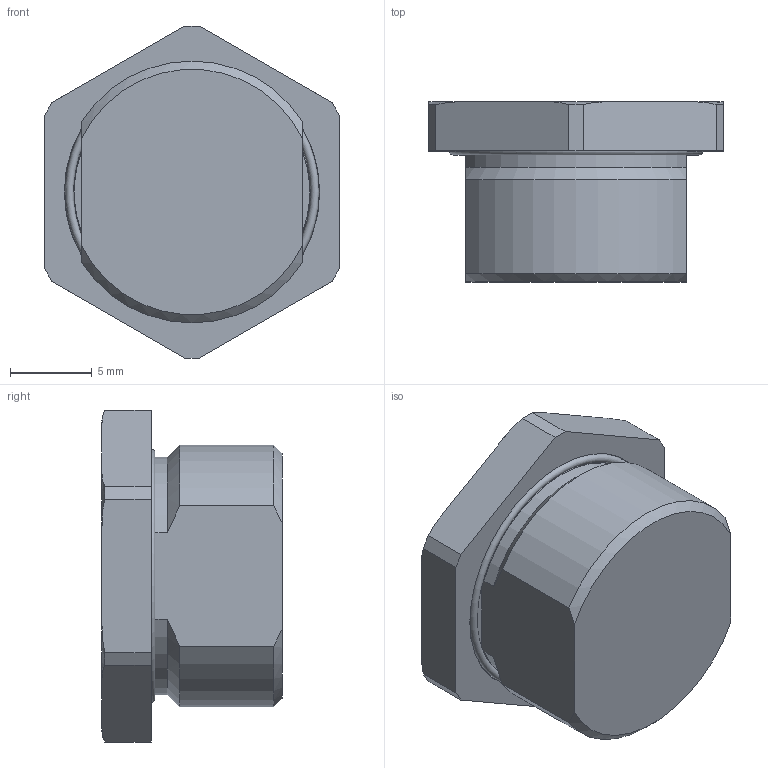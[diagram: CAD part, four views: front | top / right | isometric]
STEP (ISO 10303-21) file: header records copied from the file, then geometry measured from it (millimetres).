
FILE_DESCRIPTION(('HOOPS Exchange Step'),'2;1');
FILE_NAME('export-244F64AE-1B24-4DCE-978D-8D64F9C2D4B1.stp','2021-02-08T15:29:43+01:00',('Engineering'),('Alibre'),'HOOPS Exchange 2020.1','Alibre','Unknown authorisation');
FILE_SCHEMA( ('AP242_MANAGED_MODEL_BASED_3D_ENGINEERING_MIM_LF {1 0 10303 442 1 1 4 }') );
Length unit declared in the file: millimetre
Products named in the file (3): 5469-1 BASE Screw plug - SACC-M16-SEALING PLUG SET - 1453368; 5469-2 O-ring Screw plug - SACC-M16-SEALING PLUG SET - 1453368; 5469 Screw plug - SACC-M16-SEALING PLUG SET - 1453368
Assembly tree (2 placements, depth 2):
  5469 Screw plug - SACC-M16-SEALING PLUG SET - 1453368
    5469-1 BASE Screw plug - SACC-M16-SEALING PLUG SET - 1453368
    5469-2 O-ring Screw plug - SACC-M16-SEALING PLUG SET - 1453368
Bounding box: 18 x 11 x 20.28 mm (x, y, z)
Volume: 2295 mm3; surface area: 1270.7 mm2
Topology: 2 solids, 18 shells, 357 faces, 961 edges, 639 vertices
Faces by surface type: extrusion 179, plane 158, torus 12, cylinder 4, cone 4
Entity records: 12505 total; most frequent: CARTESIAN_POINT 4213, ORIENTED_EDGE 1922, DIRECTION 1149, EDGE_CURVE 961, VECTOR 721, VERTEX_POINT 639, B_SPLINE_CURVE_WITH_KNOTS 562, LINE 542
